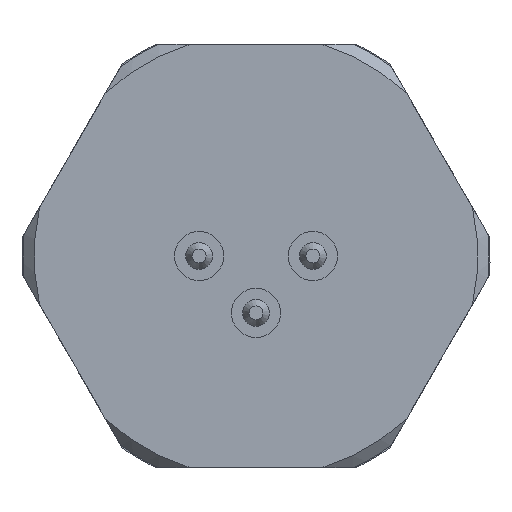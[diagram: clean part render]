
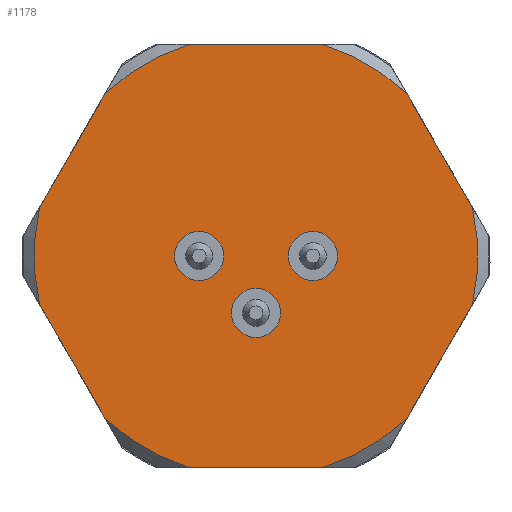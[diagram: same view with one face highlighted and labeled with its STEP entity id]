
A CAD part, front view. The second image highlights one B-rep face of the part: STEP entity #1178.
In plain terms, the highlighted planar face has unit normal (0, -1, 0).
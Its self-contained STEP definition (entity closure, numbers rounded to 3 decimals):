
#113=PLANE('',#3956);
#447=LINE('',#5545,#675);
#448=LINE('',#5559,#676);
#449=LINE('',#5573,#677);
#450=LINE('',#5587,#678);
#451=LINE('',#5601,#679);
#452=LINE('',#5615,#680);
#675=VECTOR('',#4467,1.);
#676=VECTOR('',#4474,1.);
#677=VECTOR('',#4481,1.);
#678=VECTOR('',#4488,1.);
#679=VECTOR('',#4495,1.);
#680=VECTOR('',#4502,1.);
#1178=ADVANCED_FACE('',(#1368,#1369,#1370,#1371),#113,.T.);
#1368=FACE_BOUND('',#1507,.T.);
#1369=FACE_BOUND('',#1508,.T.);
#1370=FACE_BOUND('',#1509,.T.);
#1371=FACE_BOUND('',#1510,.T.);
#1507=EDGE_LOOP('',(#2082,#2083,#2084,#2085,#2086,#2087,#2088,#2089,#2090,
#2091,#2092,#2093));
#1508=EDGE_LOOP('',(#2094));
#1509=EDGE_LOOP('',(#2095));
#1510=EDGE_LOOP('',(#2096));
#2082=ORIENTED_EDGE('',*,*,#3340,.F.);
#2083=ORIENTED_EDGE('',*,*,#3339,.F.);
#2084=ORIENTED_EDGE('',*,*,#3336,.F.);
#2085=ORIENTED_EDGE('',*,*,#3335,.F.);
#2086=ORIENTED_EDGE('',*,*,#3332,.F.);
#2087=ORIENTED_EDGE('',*,*,#3331,.F.);
#2088=ORIENTED_EDGE('',*,*,#3328,.F.);
#2089=ORIENTED_EDGE('',*,*,#3327,.F.);
#2090=ORIENTED_EDGE('',*,*,#3324,.F.);
#2091=ORIENTED_EDGE('',*,*,#3323,.F.);
#2092=ORIENTED_EDGE('',*,*,#3320,.F.);
#2093=ORIENTED_EDGE('',*,*,#3319,.F.);
#2094=ORIENTED_EDGE('',*,*,#3341,.T.);
#2095=ORIENTED_EDGE('',*,*,#3342,.T.);
#2096=ORIENTED_EDGE('',*,*,#3343,.T.);
#2900=VERTEX_POINT('',#5539);
#2901=VERTEX_POINT('',#5544);
#2902=VERTEX_POINT('',#5548);
#2903=VERTEX_POINT('',#5558);
#2904=VERTEX_POINT('',#5562);
#2905=VERTEX_POINT('',#5572);
#2906=VERTEX_POINT('',#5576);
#2907=VERTEX_POINT('',#5586);
#2908=VERTEX_POINT('',#5590);
#2909=VERTEX_POINT('',#5600);
#2910=VERTEX_POINT('',#5604);
#2911=VERTEX_POINT('',#5614);
#2912=VERTEX_POINT('',#5620);
#2913=VERTEX_POINT('',#5622);
#2914=VERTEX_POINT('',#5624);
#3319=EDGE_CURVE('',#2901,#2900,#447,.T.);
#3320=EDGE_CURVE('',#2900,#2902,#3744,.T.);
#3323=EDGE_CURVE('',#2902,#2903,#448,.T.);
#3324=EDGE_CURVE('',#2903,#2904,#3745,.T.);
#3327=EDGE_CURVE('',#2904,#2905,#449,.T.);
#3328=EDGE_CURVE('',#2905,#2906,#3746,.T.);
#3331=EDGE_CURVE('',#2906,#2907,#450,.T.);
#3332=EDGE_CURVE('',#2907,#2908,#3747,.T.);
#3335=EDGE_CURVE('',#2908,#2909,#451,.T.);
#3336=EDGE_CURVE('',#2909,#2910,#3748,.T.);
#3339=EDGE_CURVE('',#2910,#2911,#452,.T.);
#3340=EDGE_CURVE('',#2911,#2901,#3749,.T.);
#3341=EDGE_CURVE('',#2912,#2912,#3750,.T.);
#3342=EDGE_CURVE('',#2913,#2913,#3751,.T.);
#3343=EDGE_CURVE('',#2914,#2914,#3752,.T.);
#3744=CIRCLE('',#3936,9.95);
#3745=CIRCLE('',#3939,9.95);
#3746=CIRCLE('',#3942,9.95);
#3747=CIRCLE('',#3945,9.95);
#3748=CIRCLE('',#3948,9.95);
#3749=CIRCLE('',#3951,9.95);
#3750=CIRCLE('',#3953,1.1);
#3751=CIRCLE('',#3954,1.1);
#3752=CIRCLE('',#3955,1.1);
#3936=AXIS2_PLACEMENT_3D('',#5547,#4470,#4471);
#3939=AXIS2_PLACEMENT_3D('',#5561,#4477,#4478);
#3942=AXIS2_PLACEMENT_3D('',#5575,#4484,#4485);
#3945=AXIS2_PLACEMENT_3D('',#5589,#4491,#4492);
#3948=AXIS2_PLACEMENT_3D('',#5603,#4498,#4499);
#3951=AXIS2_PLACEMENT_3D('',#5617,#4505,#4506);
#3953=AXIS2_PLACEMENT_3D('',#5619,#4509,#4510);
#3954=AXIS2_PLACEMENT_3D('',#5621,#4511,#4512);
#3955=AXIS2_PLACEMENT_3D('',#5623,#4513,#4514);
#3956=AXIS2_PLACEMENT_3D('',#5625,#4515,#4516);
#4467=DIRECTION('',(-0.5,0.,0.866));
#4470=DIRECTION('',(0.,1.,0.));
#4471=DIRECTION('',(0.,0.,-1.));
#4474=DIRECTION('',(0.5,0.,0.866));
#4477=DIRECTION('',(0.,1.,0.));
#4478=DIRECTION('',(0.,0.,-1.));
#4481=DIRECTION('',(1.,0.,0.));
#4484=DIRECTION('',(0.,1.,0.));
#4485=DIRECTION('',(0.,0.,-1.));
#4488=DIRECTION('',(0.5,0.,-0.866));
#4491=DIRECTION('',(0.,1.,0.));
#4492=DIRECTION('',(0.,0.,-1.));
#4495=DIRECTION('',(-0.5,0.,-0.866));
#4498=DIRECTION('',(0.,1.,0.));
#4499=DIRECTION('',(0.,0.,-1.));
#4502=DIRECTION('',(-1.,0.,0.));
#4505=DIRECTION('',(0.,1.,0.));
#4506=DIRECTION('',(0.,0.,-1.));
#4509=DIRECTION('',(0.,1.,0.));
#4510=DIRECTION('',(0.,0.,-1.));
#4511=DIRECTION('',(0.,1.,0.));
#4512=DIRECTION('',(0.,0.,-1.));
#4513=DIRECTION('',(0.,1.,0.));
#4514=DIRECTION('',(0.,0.,-1.));
#4515=DIRECTION('',(0.,-1.,0.));
#4516=DIRECTION('',(0.,0.,-1.));
#5539=CARTESIAN_POINT('',(40.294,44.05,-2.188));
#5544=CARTESIAN_POINT('',(43.252,44.05,-7.312));
#5545=CARTESIAN_POINT('',(44.515,44.05,-9.5));
#5547=CARTESIAN_POINT('',(50.,44.05,0.));
#5548=CARTESIAN_POINT('',(40.294,44.05,2.188));
#5558=CARTESIAN_POINT('',(43.252,44.05,7.312));
#5559=CARTESIAN_POINT('',(39.03,44.05,0.));
#5561=CARTESIAN_POINT('',(50.,44.05,0.));
#5562=CARTESIAN_POINT('',(47.042,44.05,9.5));
#5572=CARTESIAN_POINT('',(52.958,44.05,9.5));
#5573=CARTESIAN_POINT('',(44.515,44.05,9.5));
#5575=CARTESIAN_POINT('',(50.,44.05,0.));
#5576=CARTESIAN_POINT('',(56.748,44.05,7.312));
#5586=CARTESIAN_POINT('',(59.706,44.05,2.188));
#5587=CARTESIAN_POINT('',(55.485,44.05,9.5));
#5589=CARTESIAN_POINT('',(50.,44.05,0.));
#5590=CARTESIAN_POINT('',(59.706,44.05,-2.188));
#5600=CARTESIAN_POINT('',(56.748,44.05,-7.312));
#5601=CARTESIAN_POINT('',(60.97,44.05,0.));
#5603=CARTESIAN_POINT('',(50.,44.05,0.));
#5604=CARTESIAN_POINT('',(52.958,44.05,-9.5));
#5614=CARTESIAN_POINT('',(47.042,44.05,-9.5));
#5615=CARTESIAN_POINT('',(55.485,44.05,-9.5));
#5617=CARTESIAN_POINT('',(50.,44.05,0.));
#5619=CARTESIAN_POINT('',(52.55,44.05,0.));
#5620=CARTESIAN_POINT('',(52.55,44.05,-1.1));
#5621=CARTESIAN_POINT('',(50.,44.05,-2.55));
#5622=CARTESIAN_POINT('',(50.,44.05,-3.65));
#5623=CARTESIAN_POINT('',(47.45,44.05,0.));
#5624=CARTESIAN_POINT('',(47.45,44.05,-1.1));
#5625=CARTESIAN_POINT('',(50.,44.05,0.));
